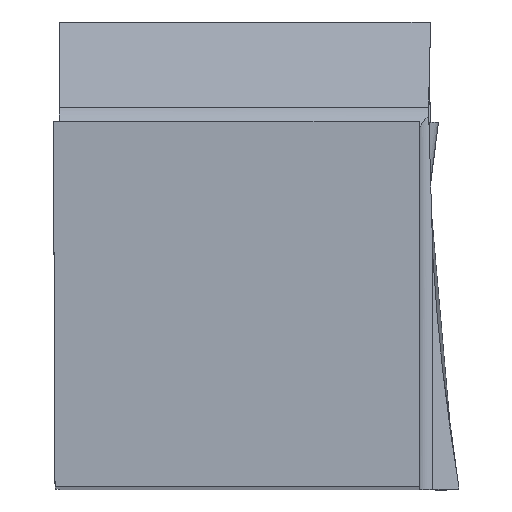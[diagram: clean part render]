
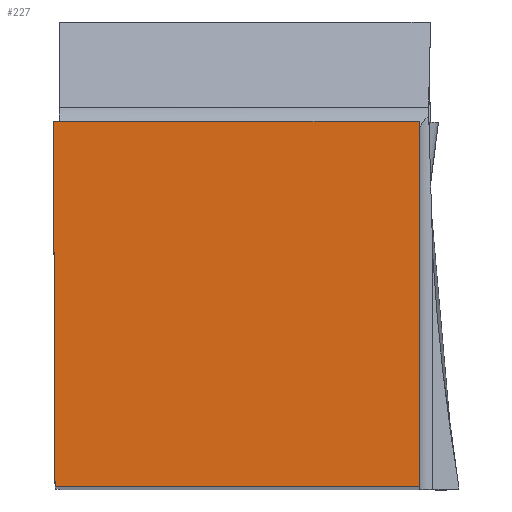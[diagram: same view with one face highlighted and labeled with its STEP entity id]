
A CAD part, top view. The second image highlights one B-rep face of the part: STEP entity #227.
In plain terms, the highlighted planar face has unit normal (0, 0, 1).
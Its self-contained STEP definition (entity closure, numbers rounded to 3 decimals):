
#149=PLANE('',#2632);
#227=ADVANCED_FACE('CU_BACK_SU1',(#369),#149,.F.);
#369=FACE_OUTER_BOUND('',#490,.T.);
#490=EDGE_LOOP('',(#1374,#1375,#1376,#1377));
#763=LINE('',#3472,#982);
#767=LINE('',#3482,#986);
#770=LINE('',#3492,#989);
#802=LINE('',#3637,#1021);
#982=VECTOR('',#2811,1.);
#986=VECTOR('',#2819,1.);
#989=VECTOR('',#2828,1.);
#1021=VECTOR('',#2906,1.);
#1374=ORIENTED_EDGE('',*,*,#2197,.T.);
#1375=ORIENTED_EDGE('',*,*,#2253,.F.);
#1376=ORIENTED_EDGE('',*,*,#2207,.T.);
#1377=ORIENTED_EDGE('',*,*,#2202,.T.);
#1950=VERTEX_POINT('',#3471);
#1951=VERTEX_POINT('',#3473);
#1955=VERTEX_POINT('',#3483);
#1959=VERTEX_POINT('',#3493);
#2197=EDGE_CURVE('',#1951,#1950,#763,.T.);
#2202=EDGE_CURVE('',#1955,#1951,#767,.T.);
#2207=EDGE_CURVE('',#1959,#1955,#770,.T.);
#2253=EDGE_CURVE('',#1959,#1950,#802,.T.);
#2632=AXIS2_PLACEMENT_3D('',#3638,#2907,#2908);
#2811=DIRECTION('',(1.,0.,0.));
#2819=DIRECTION('',(0.004,-1.,0.));
#2828=DIRECTION('',(-1.,0.,0.));
#2906=DIRECTION('',(0.,-1.,0.));
#2907=DIRECTION('',(0.,0.,-1.));
#2908=DIRECTION('',(0.,-1.,0.));
#3471=CARTESIAN_POINT('',(31.85,0.,0.));
#3472=CARTESIAN_POINT('',(-23.593,0.,0.));
#3473=CARTESIAN_POINT('',(0.139,0.,0.));
#3482=CARTESIAN_POINT('',(-0.088,51.953,0.));
#3483=CARTESIAN_POINT('',(0.,31.85,0.));
#3492=CARTESIAN_POINT('',(-23.593,31.85,0.));
#3493=CARTESIAN_POINT('',(31.85,31.85,0.));
#3637=CARTESIAN_POINT('',(31.85,51.85,0.));
#3638=CARTESIAN_POINT('',(-23.593,51.85,0.));
